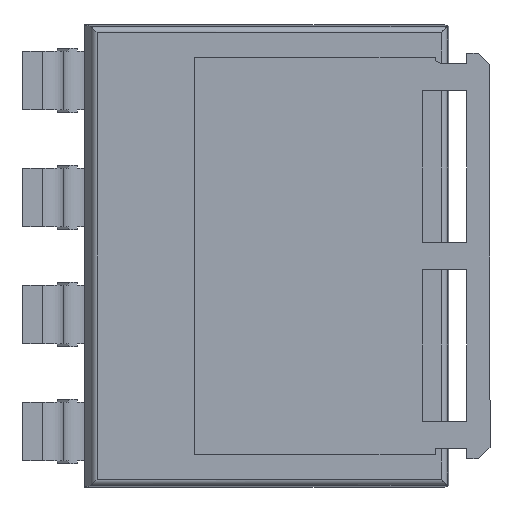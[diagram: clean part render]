
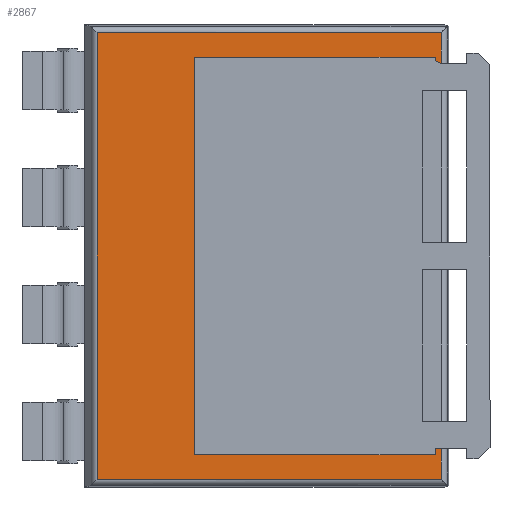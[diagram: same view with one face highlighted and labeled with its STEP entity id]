
A CAD part, front view. The second image highlights one B-rep face of the part: STEP entity #2867.
In plain terms, the highlighted planar face has unit normal (0, -1, 0).
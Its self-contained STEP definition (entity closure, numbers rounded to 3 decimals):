
#34 = VECTOR ( 'NONE', #3868, 1000. ) ;
#37 = AXIS2_PLACEMENT_3D ( 'NONE', #741, #1536, #1886 ) ;
#48 = CARTESIAN_POINT ( 'NONE',  ( 3.95, 0., -3.167 ) ) ;
#56 = CARTESIAN_POINT ( 'NONE',  ( -3.818, 0., 2.925 ) ) ;
#106 = CARTESIAN_POINT ( 'NONE',  ( 3.4, 0., -3.062 ) ) ;
#180 = DIRECTION ( 'NONE',  ( 1., 0., 0. ) ) ;
#183 = CARTESIAN_POINT ( 'NONE',  ( 3.95, 0., 2.717 ) ) ;
#270 = LINE ( 'NONE', #2986, #280 ) ;
#280 = VECTOR ( 'NONE', #1089, 1000. ) ;
#283 = CARTESIAN_POINT ( 'NONE',  ( -3.295, 0., -3.062 ) ) ;
#297 = VECTOR ( 'NONE', #1881, 1000. ) ;
#380 = DIRECTION ( 'NONE',  ( 0., 0., 1. ) ) ;
#413 = CARTESIAN_POINT ( 'NONE',  ( -3.4, 0., 1.05 ) ) ;
#617 = LINE ( 'NONE', #183, #2157 ) ;
#677 = ORIENTED_EDGE ( 'NONE', *, *, #1562, .T. ) ;
#689 = DIRECTION ( 'NONE',  ( -1., 0., 0. ) ) ;
#703 = ORIENTED_EDGE ( 'NONE', *, *, #738, .F. ) ;
#738 = EDGE_CURVE ( 'NONE', #1726, #3213, #1186, .T. ) ;
#741 = CARTESIAN_POINT ( 'NONE',  ( 3.4, 0., -3.167 ) ) ;
#827 = PLANE ( 'NONE',  #3871 ) ;
#840 = CARTESIAN_POINT ( 'NONE',  ( 3.95, 0., -3.167 ) ) ;
#905 = DIRECTION ( 'NONE',  ( -1., 0., 0. ) ) ;
#954 = VERTEX_POINT ( 'NONE', #3587 ) ;
#960 = ORIENTED_EDGE ( 'NONE', *, *, #1977, .T. ) ;
#966 = ORIENTED_EDGE ( 'NONE', *, *, #3487, .T. ) ;
#1005 = VERTEX_POINT ( 'NONE', #3763 ) ;
#1036 = DIRECTION ( 'NONE',  ( 1., 0., 0. ) ) ;
#1057 = VECTOR ( 'NONE', #180, 1000. ) ;
#1089 = DIRECTION ( 'NONE',  ( 0., 0., -1. ) ) ;
#1183 = LINE ( 'NONE', #4343, #2924 ) ;
#1186 = LINE ( 'NONE', #2401, #2657 ) ;
#1194 = CARTESIAN_POINT ( 'NONE',  ( -3.818, 0., 2.717 ) ) ;
#1455 = ORIENTED_EDGE ( 'NONE', *, *, #2540, .T. ) ;
#1472 = CARTESIAN_POINT ( 'NONE',  ( -3.295, 0., -3.167 ) ) ;
#1488 = ORIENTED_EDGE ( 'NONE', *, *, #1878, .F. ) ;
#1514 = EDGE_LOOP ( 'NONE', ( #703, #2539, #966, #3774, #1455, #960, #677, #3746, #1488, #2998, #3988 ) ) ;
#1536 = DIRECTION ( 'NONE',  ( 0., 1., 0. ) ) ;
#1562 = EDGE_CURVE ( 'NONE', #954, #3560, #3147, .T. ) ;
#1639 = DIRECTION ( 'NONE',  ( 0., 1., 0. ) ) ;
#1659 = CARTESIAN_POINT ( 'NONE',  ( 3.818, 0., -3.167 ) ) ;
#1683 = VERTEX_POINT ( 'NONE', #1659 ) ;
#1726 = VERTEX_POINT ( 'NONE', #106 ) ;
#1811 = EDGE_CURVE ( 'NONE', #2202, #3560, #270, .T. ) ;
#1826 = LINE ( 'NONE', #56, #3378 ) ;
#1878 = EDGE_CURVE ( 'NONE', #1005, #2202, #3325, .T. ) ;
#1881 = DIRECTION ( 'NONE',  ( 0., 0., -1. ) ) ;
#1886 = DIRECTION ( 'NONE',  ( 0., 0., -1. ) ) ;
#1923 = EDGE_CURVE ( 'NONE', #3599, #1005, #3352, .T. ) ;
#1977 = EDGE_CURVE ( 'NONE', #2845, #954, #1826, .T. ) ;
#2157 = VECTOR ( 'NONE', #905, 1000. ) ;
#2171 = DIRECTION ( 'NONE',  ( 0., 0., 1. ) ) ;
#2202 = VERTEX_POINT ( 'NONE', #283 ) ;
#2321 = FACE_OUTER_BOUND ( 'NONE', #1514, .T. ) ;
#2393 = CIRCLE ( 'NONE', #37, 0.105 ) ;
#2401 = CARTESIAN_POINT ( 'NONE',  ( 3.4, 0., 1.05 ) ) ;
#2539 = ORIENTED_EDGE ( 'NONE', *, *, #2897, .F. ) ;
#2540 = EDGE_CURVE ( 'NONE', #2865, #2845, #617, .T. ) ;
#2657 = VECTOR ( 'NONE', #380, 1000. ) ;
#2658 = DIRECTION ( 'NONE',  ( 0., 0., 1. ) ) ;
#2675 = LINE ( 'NONE', #840, #1057 ) ;
#2763 = VERTEX_POINT ( 'NONE', #3588 ) ;
#2845 = VERTEX_POINT ( 'NONE', #1194 ) ;
#2849 = VECTOR ( 'NONE', #2171, 1000. ) ;
#2865 = VERTEX_POINT ( 'NONE', #3616 ) ;
#2867 = ADVANCED_FACE ( 'NONE', ( #2321 ), #827, .F. ) ;
#2897 = EDGE_CURVE ( 'NONE', #2763, #1726, #2393, .T. ) ;
#2924 = VECTOR ( 'NONE', #689, 1000. ) ;
#2986 = CARTESIAN_POINT ( 'NONE',  ( -3.295, 0., -3.062 ) ) ;
#2998 = ORIENTED_EDGE ( 'NONE', *, *, #1923, .F. ) ;
#3147 = LINE ( 'NONE', #48, #34 ) ;
#3213 = VERTEX_POINT ( 'NONE', #3949 ) ;
#3220 = VECTOR ( 'NONE', #1036, 1000. ) ;
#3293 = CARTESIAN_POINT ( 'NONE',  ( 3.818, 0., 2.925 ) ) ;
#3325 = LINE ( 'NONE', #3355, #3220 ) ;
#3345 = DIRECTION ( 'NONE',  ( 0., 0., -1. ) ) ;
#3352 = LINE ( 'NONE', #4276, #297 ) ;
#3355 = CARTESIAN_POINT ( 'NONE',  ( -3.4, 0., -3.062 ) ) ;
#3378 = VECTOR ( 'NONE', #3345, 1000. ) ;
#3487 = EDGE_CURVE ( 'NONE', #2763, #1683, #2675, .T. ) ;
#3560 = VERTEX_POINT ( 'NONE', #1472 ) ;
#3587 = CARTESIAN_POINT ( 'NONE',  ( -3.818, 0., -3.167 ) ) ;
#3588 = CARTESIAN_POINT ( 'NONE',  ( 3.295, 0., -3.167 ) ) ;
#3599 = VERTEX_POINT ( 'NONE', #413 ) ;
#3616 = CARTESIAN_POINT ( 'NONE',  ( 3.818, 0., 2.717 ) ) ;
#3733 = EDGE_CURVE ( 'NONE', #3213, #3599, #1183, .T. ) ;
#3746 = ORIENTED_EDGE ( 'NONE', *, *, #1811, .F. ) ;
#3754 = EDGE_CURVE ( 'NONE', #1683, #2865, #4385, .T. ) ;
#3763 = CARTESIAN_POINT ( 'NONE',  ( -3.4, 0., -3.062 ) ) ;
#3774 = ORIENTED_EDGE ( 'NONE', *, *, #3754, .T. ) ;
#3868 = DIRECTION ( 'NONE',  ( 1., 0., 0. ) ) ;
#3871 = AXIS2_PLACEMENT_3D ( 'NONE', #4440, #1639, #2658 ) ;
#3949 = CARTESIAN_POINT ( 'NONE',  ( 3.4, 0., 1.05 ) ) ;
#3988 = ORIENTED_EDGE ( 'NONE', *, *, #3733, .F. ) ;
#4276 = CARTESIAN_POINT ( 'NONE',  ( -3.4, 0., 1.05 ) ) ;
#4343 = CARTESIAN_POINT ( 'NONE',  ( -3.4, 0., 1.05 ) ) ;
#4385 = LINE ( 'NONE', #3293, #2849 ) ;
#4440 = CARTESIAN_POINT ( 'NONE',  ( 3.95, 0., 2.925 ) ) ;
